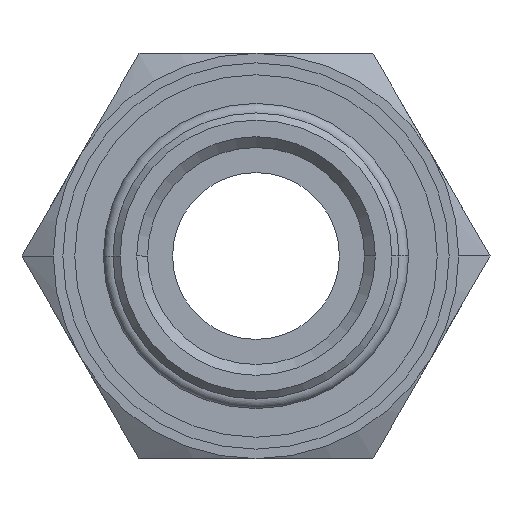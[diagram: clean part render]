
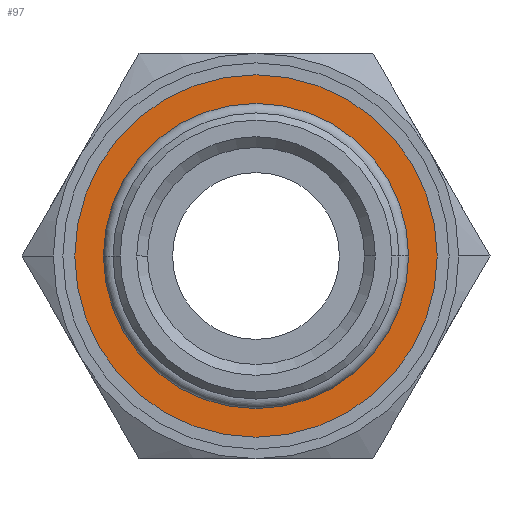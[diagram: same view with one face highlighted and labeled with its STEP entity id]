
A CAD part, front view. The second image highlights one B-rep face of the part: STEP entity #97.
In plain terms, the highlighted planar face has unit normal (0, -1, 0).
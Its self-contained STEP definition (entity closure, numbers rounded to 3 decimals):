
#97=ADVANCED_FACE('',(#249,#250),#251,.T.);
#249=FACE_OUTER_BOUND('',#462,.T.);
#250=FACE_BOUND('',#463,.T.);
#251=PLANE('',#464);
#462=EDGE_LOOP('',(#687,#688));
#463=EDGE_LOOP('',(#689,#690));
#464=AXIS2_PLACEMENT_3D('',#691,#692,#693);
#687=ORIENTED_EDGE('',*,*,#1203,.F.);
#688=ORIENTED_EDGE('',*,*,#1204,.F.);
#689=ORIENTED_EDGE('',*,*,#1205,.T.);
#690=ORIENTED_EDGE('',*,*,#1206,.T.);
#691=CARTESIAN_POINT('',(6.8,4.0,0.0));
#692=DIRECTION('',(-0.0,-1.0,-0.0));
#693=DIRECTION('',(-1.0,0.0,0.0));
#1203=EDGE_CURVE('',#1417,#1418,#1419,.T.);
#1204=EDGE_CURVE('',#1418,#1417,#1420,.T.);
#1205=EDGE_CURVE('',#1421,#1422,#1423,.T.);
#1206=EDGE_CURVE('',#1422,#1421,#1424,.T.);
#1417=VERTEX_POINT('',#1722);
#1418=VERTEX_POINT('',#1723);
#1419=CIRCLE('',#1724,7.6);
#1420=CIRCLE('',#1725,7.6);
#1421=VERTEX_POINT('',#1726);
#1422=VERTEX_POINT('',#1727);
#1423=CIRCLE('',#1728,6.0);
#1424=CIRCLE('',#1729,6.0);
#1722=CARTESIAN_POINT('',(7.6,4.0,0.0));
#1723=CARTESIAN_POINT('',(-7.6,4.0,0.));
#1724=AXIS2_PLACEMENT_3D('',#2273,#2274,#2275);
#1725=AXIS2_PLACEMENT_3D('',#2276,#2277,#2278);
#1726=CARTESIAN_POINT('',(6.0,4.0,0.0));
#1727=CARTESIAN_POINT('',(-6.0,4.0,0.));
#1728=AXIS2_PLACEMENT_3D('',#2279,#2280,#2281);
#1729=AXIS2_PLACEMENT_3D('',#2282,#2283,#2284);
#2273=CARTESIAN_POINT('',(0.0,4.0,0.0));
#2274=DIRECTION('',(-0.0,1.0,0.0));
#2275=DIRECTION('',(1.0,0.0,0.0));
#2276=CARTESIAN_POINT('',(0.0,4.0,0.0));
#2277=DIRECTION('',(-0.0,1.0,0.0));
#2278=DIRECTION('',(1.0,0.0,0.0));
#2279=CARTESIAN_POINT('',(0.0,4.0,0.0));
#2280=DIRECTION('',(-0.0,1.0,0.0));
#2281=DIRECTION('',(1.0,0.0,0.0));
#2282=CARTESIAN_POINT('',(0.0,4.0,0.0));
#2283=DIRECTION('',(-0.0,1.0,0.0));
#2284=DIRECTION('',(1.0,0.0,0.0));
